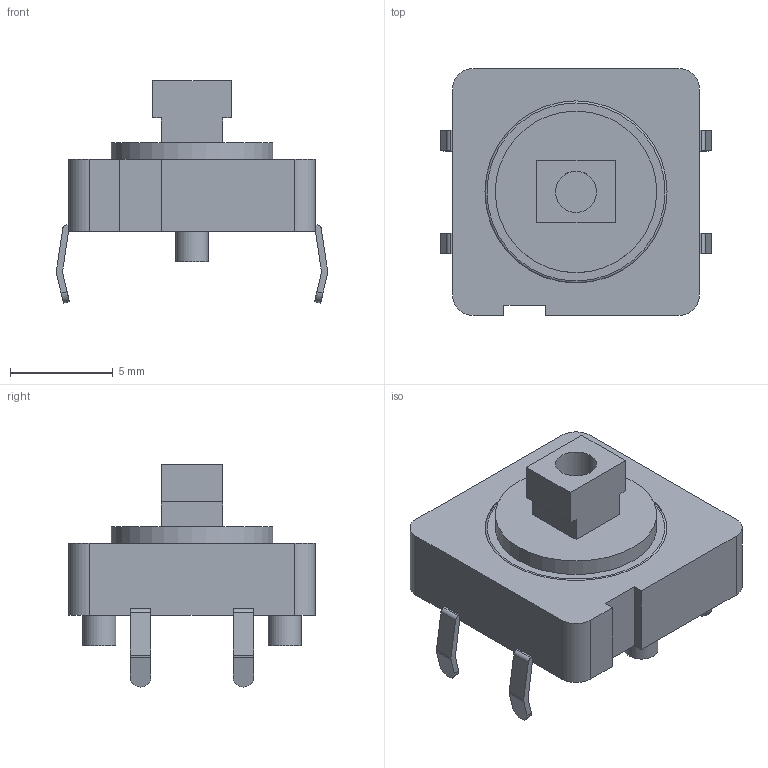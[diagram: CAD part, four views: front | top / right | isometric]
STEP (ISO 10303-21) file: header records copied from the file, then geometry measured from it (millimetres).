
FILE_DESCRIPTION(('FreeCAD Model'),'2;1');
FILE_NAME('Open CASCADE Shape Model','2023-03-05T16:50:14',( 'kicad StepUp'),('ksu MCAD'),'Open CASCADE STEP processor 7.6', 'FreeCAD','Unknown');
FILE_SCHEMA(('AUTOMOTIVE_DESIGN { 1 0 10303 214 1 1 1 1 }'));
Length unit declared in the file: millimetre
Products named in the file (1): base v1_sp
Bounding box: 13.19 x 12 x 10.8 mm (x, y, z)
Volume: 565.3 mm3; surface area: 596.5 mm2
Topology: 1 solids, 1 shells, 82 faces, 209 edges, 137 vertices
Faces by surface type: plane 54, cylinder 27, torus 1
Full cylindrical faces by diameter (mm): 1.5 x1, 1.6 x2, 2 x1, 2.5 x1, 7.85 x1, 8.85 x1
Entity records: 2827 total; most frequent: DIRECTION 433, CARTESIAN_POINT 429, ORIENTED_EDGE 418, EDGE_CURVE 209, LINE 151, VECTOR 151, AXIS2_PLACEMENT_3D 141, VERTEX_POINT 137
